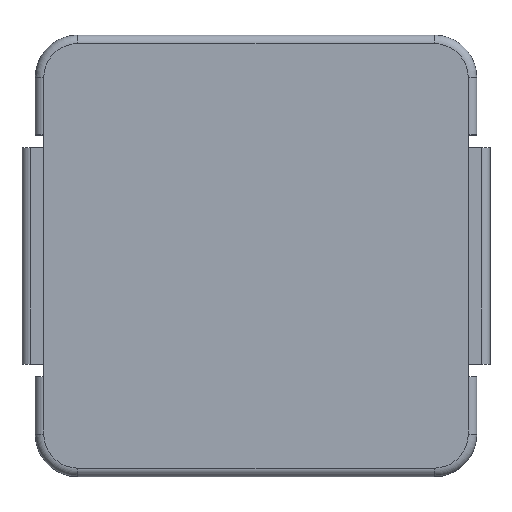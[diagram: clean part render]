
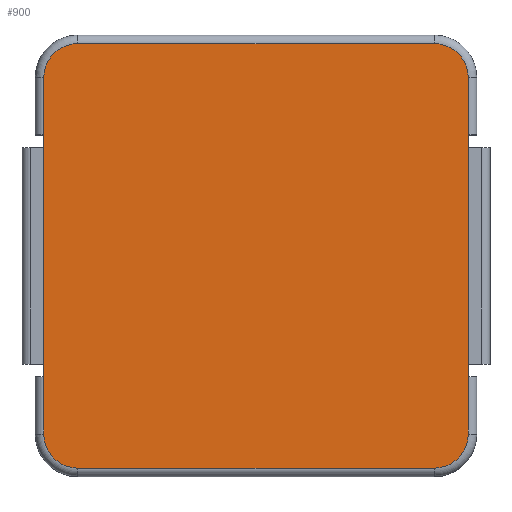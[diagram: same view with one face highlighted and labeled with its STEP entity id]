
A CAD part, top view. The second image highlights one B-rep face of the part: STEP entity #900.
In plain terms, the highlighted planar face has unit normal (0, 0, 1).
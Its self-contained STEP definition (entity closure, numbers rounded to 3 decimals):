
#47=PLANE('',#994);
#95=FACE_OUTER_BOUND('',#143,.T.);
#143=EDGE_LOOP('',(#810,#811,#812,#813,#814,#815,#816,#817,#818,#819,#820,
#821));
#165=LINE('',#1314,#259);
#166=LINE('',#1325,#260);
#168=LINE('',#1337,#262);
#184=LINE('',#1377,#278);
#185=LINE('',#1388,#279);
#187=LINE('',#1400,#281);
#230=LINE('',#1490,#324);
#233=LINE('',#1494,#327);
#259=VECTOR('',#1048,10.);
#260=VECTOR('',#1061,10.);
#262=VECTOR('',#1075,10.);
#278=VECTOR('',#1113,10.);
#279=VECTOR('',#1126,10.);
#281=VECTOR('',#1140,10.);
#324=VECTOR('',#1229,10.);
#327=VECTOR('',#1234,10.);
#341=CIRCLE('',#932,0.4);
#345=CIRCLE('',#938,0.4);
#353=CIRCLE('',#955,0.4);
#357=CIRCLE('',#961,0.4);
#386=VERTEX_POINT('',#1307);
#389=VERTEX_POINT('',#1312);
#391=VERTEX_POINT('',#1317);
#393=VERTEX_POINT('',#1323);
#395=VERTEX_POINT('',#1329);
#397=VERTEX_POINT('',#1335);
#407=VERTEX_POINT('',#1370);
#410=VERTEX_POINT('',#1375);
#412=VERTEX_POINT('',#1380);
#414=VERTEX_POINT('',#1386);
#416=VERTEX_POINT('',#1392);
#418=VERTEX_POINT('',#1398);
#473=EDGE_CURVE('',#389,#386,#165,.T.);
#475=EDGE_CURVE('',#391,#389,#341,.T.);
#478=EDGE_CURVE('',#393,#391,#166,.T.);
#481=EDGE_CURVE('',#395,#393,#345,.T.);
#484=EDGE_CURVE('',#397,#395,#168,.T.);
#504=EDGE_CURVE('',#410,#407,#184,.T.);
#506=EDGE_CURVE('',#412,#410,#353,.T.);
#509=EDGE_CURVE('',#414,#412,#185,.T.);
#512=EDGE_CURVE('',#416,#414,#357,.T.);
#515=EDGE_CURVE('',#418,#416,#187,.T.);
#562=EDGE_CURVE('',#397,#407,#230,.T.);
#565=EDGE_CURVE('',#418,#386,#233,.T.);
#810=ORIENTED_EDGE('',*,*,#484,.F.);
#811=ORIENTED_EDGE('',*,*,#562,.T.);
#812=ORIENTED_EDGE('',*,*,#504,.F.);
#813=ORIENTED_EDGE('',*,*,#506,.F.);
#814=ORIENTED_EDGE('',*,*,#509,.F.);
#815=ORIENTED_EDGE('',*,*,#512,.F.);
#816=ORIENTED_EDGE('',*,*,#515,.F.);
#817=ORIENTED_EDGE('',*,*,#565,.T.);
#818=ORIENTED_EDGE('',*,*,#473,.F.);
#819=ORIENTED_EDGE('',*,*,#475,.F.);
#820=ORIENTED_EDGE('',*,*,#478,.F.);
#821=ORIENTED_EDGE('',*,*,#481,.F.);
#900=ADVANCED_FACE('',(#95),#47,.T.);
#932=AXIS2_PLACEMENT_3D('',#1319,#1053,#1054);
#938=AXIS2_PLACEMENT_3D('',#1331,#1067,#1068);
#955=AXIS2_PLACEMENT_3D('',#1382,#1118,#1119);
#961=AXIS2_PLACEMENT_3D('',#1394,#1132,#1133);
#994=AXIS2_PLACEMENT_3D('',#1505,#1249,#1250);
#1048=DIRECTION('',(0.,-1.,0.));
#1053=DIRECTION('center_axis',(0.,0.,-1.));
#1054=DIRECTION('ref_axis',(0.707,0.707,0.));
#1061=DIRECTION('',(1.,0.,0.));
#1067=DIRECTION('center_axis',(0.,0.,-1.));
#1068=DIRECTION('ref_axis',(-0.707,0.707,0.));
#1075=DIRECTION('',(0.,1.,0.));
#1113=DIRECTION('',(0.,1.,0.));
#1118=DIRECTION('center_axis',(0.,0.,-1.));
#1119=DIRECTION('ref_axis',(-0.707,-0.707,0.));
#1126=DIRECTION('',(-1.,0.,0.));
#1132=DIRECTION('center_axis',(0.,0.,-1.));
#1133=DIRECTION('ref_axis',(0.707,-0.707,0.));
#1140=DIRECTION('',(0.,-1.,0.));
#1229=DIRECTION('',(0.,-1.,0.));
#1234=DIRECTION('',(0.,1.,0.));
#1249=DIRECTION('center_axis',(0.,0.,1.));
#1250=DIRECTION('ref_axis',(1.,0.,0.));
#1307=CARTESIAN_POINT('',(2.49,1.42,2.));
#1312=CARTESIAN_POINT('',(2.49,2.09,2.));
#1314=CARTESIAN_POINT('',(2.49,-1.295,2.));
#1317=CARTESIAN_POINT('',(2.09,2.49,2.));
#1319=CARTESIAN_POINT('Origin',(2.09,2.09,2.));
#1323=CARTESIAN_POINT('',(-2.09,2.49,2.));
#1325=CARTESIAN_POINT('',(1.295,2.49,2.));
#1329=CARTESIAN_POINT('',(-2.49,2.09,2.));
#1331=CARTESIAN_POINT('Origin',(-2.09,2.09,2.));
#1335=CARTESIAN_POINT('',(-2.49,1.42,2.));
#1337=CARTESIAN_POINT('',(-2.49,1.295,2.));
#1370=CARTESIAN_POINT('',(-2.49,-1.42,2.));
#1375=CARTESIAN_POINT('',(-2.49,-2.09,2.));
#1377=CARTESIAN_POINT('',(-2.49,1.295,2.));
#1380=CARTESIAN_POINT('',(-2.09,-2.49,2.));
#1382=CARTESIAN_POINT('Origin',(-2.09,-2.09,2.));
#1386=CARTESIAN_POINT('',(2.09,-2.49,2.));
#1388=CARTESIAN_POINT('',(-1.295,-2.49,2.));
#1392=CARTESIAN_POINT('',(2.49,-2.09,2.));
#1394=CARTESIAN_POINT('Origin',(2.09,-2.09,2.));
#1398=CARTESIAN_POINT('',(2.49,-1.42,2.));
#1400=CARTESIAN_POINT('',(2.49,-1.295,2.));
#1490=CARTESIAN_POINT('',(-2.49,-0.71,2.));
#1494=CARTESIAN_POINT('',(2.49,0.71,2.));
#1505=CARTESIAN_POINT('Origin',(0.,0.,2.));
